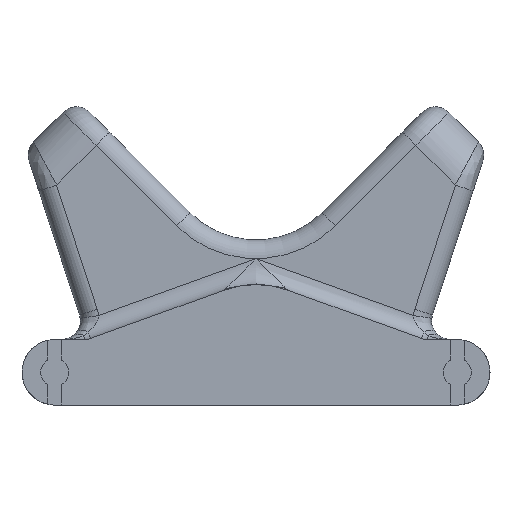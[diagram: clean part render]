
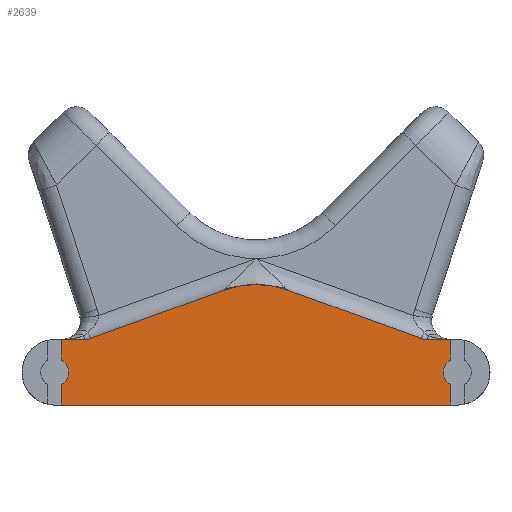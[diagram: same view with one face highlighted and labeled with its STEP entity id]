
A CAD part, left-side view. The second image highlights one B-rep face of the part: STEP entity #2639.
In plain terms, the highlighted planar face has unit normal (-1, 0, 0).
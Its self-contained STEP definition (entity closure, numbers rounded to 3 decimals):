
#66=PLANE('',#2865);
#183=LINE('',#4072,#377);
#233=LINE('',#4612,#427);
#235=LINE('',#4618,#429);
#236=LINE('',#4622,#430);
#237=LINE('',#4624,#431);
#238=LINE('',#4627,#432);
#239=LINE('',#4629,#433);
#240=LINE('',#4633,#434);
#241=LINE('',#4635,#435);
#377=VECTOR('',#3174,1000.);
#427=VECTOR('',#3350,1000.);
#429=VECTOR('',#3356,1000.);
#430=VECTOR('',#3359,1000.);
#431=VECTOR('',#3360,1000.);
#432=VECTOR('',#3363,1000.);
#433=VECTOR('',#3364,1000.);
#434=VECTOR('',#3367,1000.);
#435=VECTOR('',#3368,1000.);
#649=FACE_OUTER_BOUND('',#810,.T.);
#810=EDGE_LOOP('',(#2004,#2005,#2006,#2007,#2008,#2009,#2010,#2011,#2012,
#2013,#2014,#2015,#2016,#2017));
#980=CIRCLE('',#2866,10.);
#981=CIRCLE('',#2867,2.);
#982=CIRCLE('',#2868,1.5);
#983=CIRCLE('',#2869,1.5);
#984=CIRCLE('',#2870,2.);
#1135=VERTEX_POINT('',#4069);
#1136=VERTEX_POINT('',#4071);
#1196=VERTEX_POINT('',#4609);
#1197=VERTEX_POINT('',#4611);
#1198=VERTEX_POINT('',#4615);
#1199=VERTEX_POINT('',#4617);
#1200=VERTEX_POINT('',#4619);
#1201=VERTEX_POINT('',#4621);
#1202=VERTEX_POINT('',#4623);
#1203=VERTEX_POINT('',#4625);
#1204=VERTEX_POINT('',#4628);
#1205=VERTEX_POINT('',#4630);
#1206=VERTEX_POINT('',#4632);
#1207=VERTEX_POINT('',#4634);
#1396=EDGE_CURVE('',#1135,#1136,#183,.T.);
#1492=EDGE_CURVE('',#1196,#1197,#233,.T.);
#1494=EDGE_CURVE('',#1196,#1198,#980,.T.);
#1495=EDGE_CURVE('',#1198,#1199,#235,.T.);
#1496=EDGE_CURVE('',#1199,#1200,#981,.T.);
#1497=EDGE_CURVE('',#1201,#1200,#236,.T.);
#1498=EDGE_CURVE('',#1202,#1201,#237,.T.);
#1499=EDGE_CURVE('',#1202,#1203,#982,.T.);
#1500=EDGE_CURVE('',#1136,#1203,#238,.T.);
#1501=EDGE_CURVE('',#1135,#1204,#239,.T.);
#1502=EDGE_CURVE('',#1205,#1204,#983,.T.);
#1503=EDGE_CURVE('',#1205,#1206,#240,.T.);
#1504=EDGE_CURVE('',#1206,#1207,#241,.T.);
#1505=EDGE_CURVE('',#1197,#1207,#984,.T.);
#2004=ORIENTED_EDGE('',*,*,#1492,.F.);
#2005=ORIENTED_EDGE('',*,*,#1494,.T.);
#2006=ORIENTED_EDGE('',*,*,#1495,.T.);
#2007=ORIENTED_EDGE('',*,*,#1496,.T.);
#2008=ORIENTED_EDGE('',*,*,#1497,.F.);
#2009=ORIENTED_EDGE('',*,*,#1498,.F.);
#2010=ORIENTED_EDGE('',*,*,#1499,.T.);
#2011=ORIENTED_EDGE('',*,*,#1500,.F.);
#2012=ORIENTED_EDGE('',*,*,#1396,.F.);
#2013=ORIENTED_EDGE('',*,*,#1501,.T.);
#2014=ORIENTED_EDGE('',*,*,#1502,.F.);
#2015=ORIENTED_EDGE('',*,*,#1503,.T.);
#2016=ORIENTED_EDGE('',*,*,#1504,.T.);
#2017=ORIENTED_EDGE('',*,*,#1505,.F.);
#2639=ADVANCED_FACE('',(#649),#66,.F.);
#2865=AXIS2_PLACEMENT_3D('',#4614,#3352,#3353);
#2866=AXIS2_PLACEMENT_3D('',#4616,#3354,#3355);
#2867=AXIS2_PLACEMENT_3D('',#4620,#3357,#3358);
#2868=AXIS2_PLACEMENT_3D('',#4626,#3361,#3362);
#2869=AXIS2_PLACEMENT_3D('',#4631,#3365,#3366);
#2870=AXIS2_PLACEMENT_3D('',#4636,#3369,#3370);
#3174=DIRECTION('',(0.,1.,0.));
#3350=DIRECTION('',(0.,-0.941,-0.34));
#3352=DIRECTION('center_axis',(1.,0.,0.));
#3353=DIRECTION('ref_axis',(0.,0.,1.));
#3354=DIRECTION('center_axis',(-1.,0.,0.));
#3355=DIRECTION('ref_axis',(0.,0.,-1.));
#3356=DIRECTION('',(0.,0.941,-0.34));
#3357=DIRECTION('center_axis',(1.,0.,0.));
#3358=DIRECTION('ref_axis',(0.,0.,1.));
#3359=DIRECTION('',(0.,-1.,0.));
#3360=DIRECTION('',(0.,0.,1.));
#3361=DIRECTION('center_axis',(1.,0.,0.));
#3362=DIRECTION('ref_axis',(0.,0.,-1.));
#3363=DIRECTION('',(0.,0.,1.));
#3364=DIRECTION('',(0.,0.,1.));
#3365=DIRECTION('center_axis',(-1.,0.,0.));
#3366=DIRECTION('ref_axis',(0.,0.,-1.));
#3367=DIRECTION('',(0.,0.,1.));
#3368=DIRECTION('',(0.,1.,0.));
#3369=DIRECTION('center_axis',(-1.,0.,0.));
#3370=DIRECTION('ref_axis',(0.,0.,1.));
#4069=CARTESIAN_POINT('',(-30.,-20.75,0.));
#4071=CARTESIAN_POINT('',(-30.,20.75,0.));
#4072=CARTESIAN_POINT('',(-30.,-25.,0.));
#4609=CARTESIAN_POINT('',(-30.,-3.396,12.274));
#4611=CARTESIAN_POINT('',(-30.,-17.671,7.119));
#4612=CARTESIAN_POINT('',(-30.,0.,13.5));
#4614=CARTESIAN_POINT('Origin',(-30.,-25.,7.));
#4615=CARTESIAN_POINT('',(-30.,3.396,12.274));
#4616=CARTESIAN_POINT('Origin',(-30.,0.,2.868));
#4617=CARTESIAN_POINT('',(-30.,17.671,7.119));
#4618=CARTESIAN_POINT('',(-30.,0.,13.5));
#4619=CARTESIAN_POINT('',(-30.,18.35,7.));
#4620=CARTESIAN_POINT('Origin',(-30.,18.35,9.));
#4621=CARTESIAN_POINT('',(-30.,20.75,7.));
#4622=CARTESIAN_POINT('',(-30.,25.,7.));
#4623=CARTESIAN_POINT('',(-30.,20.75,4.799));
#4624=CARTESIAN_POINT('',(-30.,20.75,7.));
#4625=CARTESIAN_POINT('',(-30.,20.75,2.201));
#4626=CARTESIAN_POINT('Origin',(-30.,21.5,3.5));
#4627=CARTESIAN_POINT('',(-30.,20.75,7.));
#4628=CARTESIAN_POINT('',(-30.,-20.75,2.201));
#4629=CARTESIAN_POINT('',(-30.,-20.75,7.));
#4630=CARTESIAN_POINT('',(-30.,-20.75,4.799));
#4631=CARTESIAN_POINT('Origin',(-30.,-21.5,3.5));
#4632=CARTESIAN_POINT('',(-30.,-20.75,7.));
#4633=CARTESIAN_POINT('',(-30.,-20.75,7.));
#4634=CARTESIAN_POINT('',(-30.,-18.35,7.));
#4635=CARTESIAN_POINT('',(-30.,-25.,7.));
#4636=CARTESIAN_POINT('Origin',(-30.,-18.35,9.));
